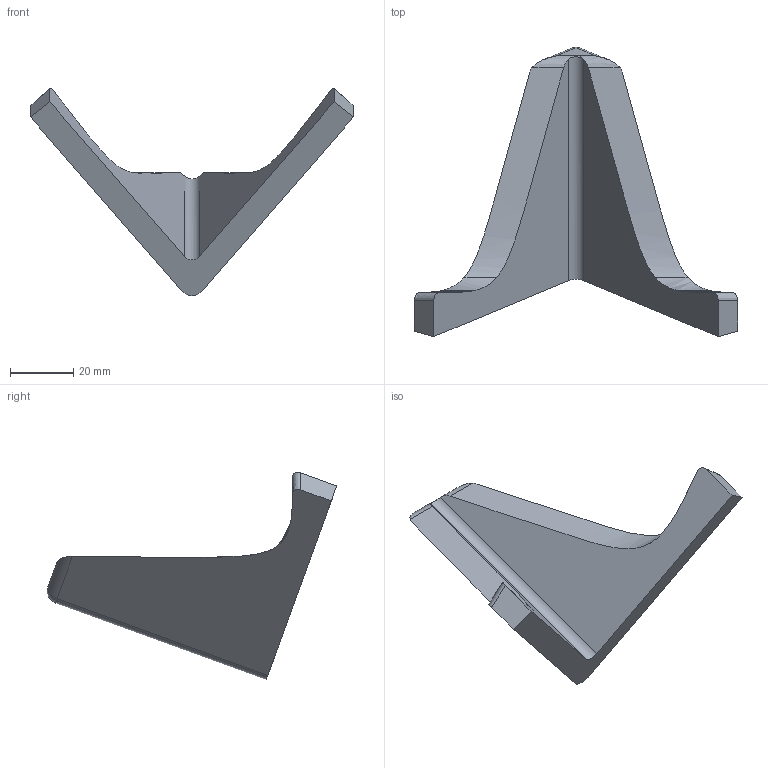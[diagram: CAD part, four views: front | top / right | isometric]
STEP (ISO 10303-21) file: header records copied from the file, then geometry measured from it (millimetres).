
FILE_DESCRIPTION(/* description */ (''),/* implementation_level */ '2;1');
FILE_NAME(/* name */ 'Stand.step',/* time_stamp */ '2023-06-25T16:10:48-07:00',/* author */ (''),/* organization */ (''),/* preprocessor_version */ 'ST-DEVELOPER v19.2',/* originating_system */ 'Autodesk Translation Framework v12.6.0.85',/* authorisation */ '');
FILE_SCHEMA (('AUTOMOTIVE_DESIGN { 1 0 10303 214 3 1 1 }'));
Length unit declared in the file: millimetre
Products named in the file (1): Stand
Bounding box: 102.38 x 91.67 x 65.7 mm (x, y, z)
Volume: 41904.1 mm3; surface area: 13672.9 mm2
Topology: 1 solids, 1 shells, 29 faces, 78 edges, 51 vertices
Faces by surface type: bspline 12, plane 12, cylinder 4, sphere 1
Entity records: 1804 total; most frequent: CARTESIAN_POINT 1147, ORIENTED_EDGE 156, DIRECTION 82, EDGE_CURVE 78, VERTEX_POINT 51, B_SPLINE_CURVE_WITH_KNOTS 37, LINE 36, VECTOR 36
